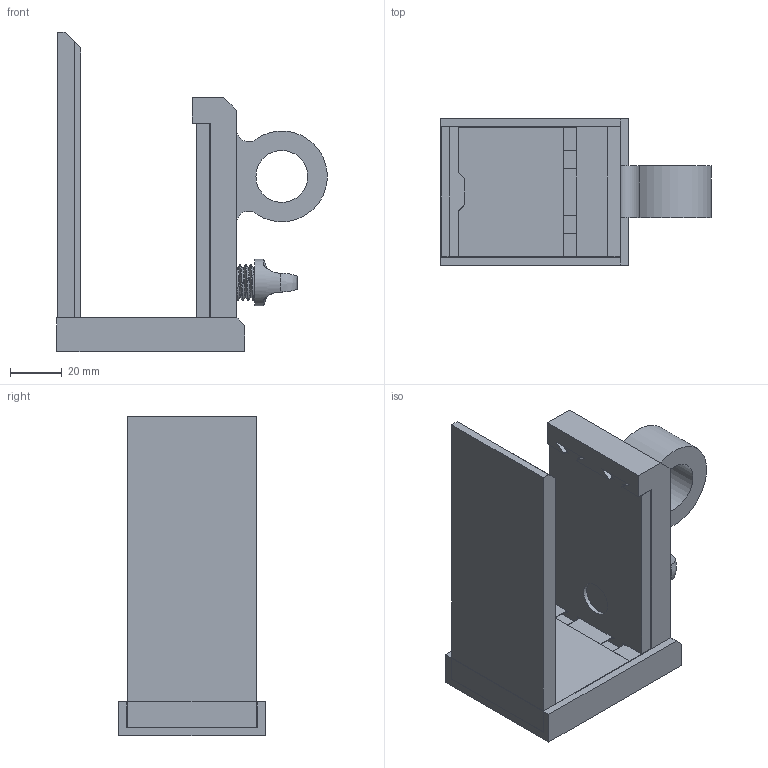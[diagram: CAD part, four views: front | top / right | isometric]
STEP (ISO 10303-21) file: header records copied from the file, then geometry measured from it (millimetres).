
FILE_DESCRIPTION(/* description */ (''),/* implementation_level */ '2;1');
FILE_NAME(/* name */ 'hook v3.step',/* time_stamp */ '2022-10-25T11:50:17-07:00',/* author */ (''),/* organization */ (''),/* preprocessor_version */ 'ST-DEVELOPER v19.2',/* originating_system */ 'Autodesk Translation Framework v11.17.0.187',/* authorisation */ '');
FILE_SCHEMA (('AUTOMOTIVE_DESIGN { 1 0 10303 214 3 1 1 }'));
Length unit declared in the file: millimetre
Products named in the file (1): hook
Bounding box: 104.13 x 56.4 x 123 mm (x, y, z)
Volume: 170560.8 mm3; surface area: 69041.6 mm2
Topology: 9 solids, 9 shells, 278 faces, 718 edges, 478 vertices
Faces by surface type: plane 217, cylinder 49, bspline 8, torus 4
Full cylindrical faces by diameter (mm): 11.534 x7, 12.023 x4, 13 x1, 13.822 x8, 14 x1, 14.251 x4, 14.6 x1, 18 x1, 20 x1
Entity records: 12706 total; most frequent: CARTESIAN_POINT 5984, ORIENTED_EDGE 1436, DIRECTION 1240, EDGE_CURVE 718, LINE 578, VECTOR 578, VERTEX_POINT 478, AXIS2_PLACEMENT_3D 331
